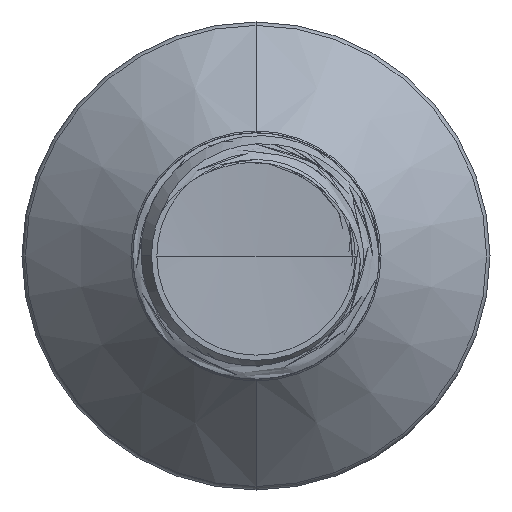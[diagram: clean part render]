
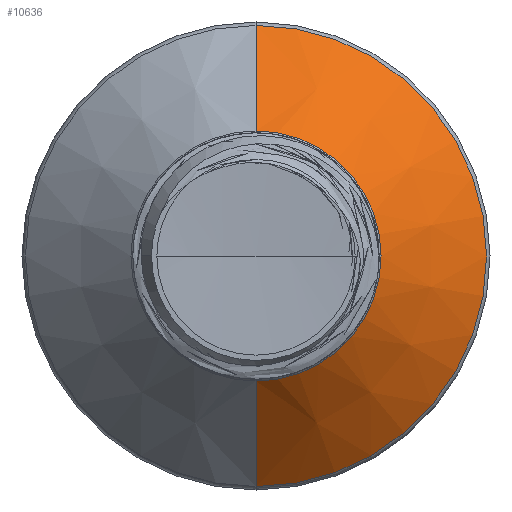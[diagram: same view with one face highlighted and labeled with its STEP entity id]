
A CAD part, front view. The second image highlights one B-rep face of the part: STEP entity #10636.
In plain terms, the highlighted conical face has half-angle 45 degrees and reference radius 1.016 mm.
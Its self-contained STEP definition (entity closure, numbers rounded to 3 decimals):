
#716 = CONICAL_SURFACE ( 'NONE', #13883, 1.016, 0.785 ) ;
#805 = DIRECTION ( 'NONE',  ( 0., 0., 1. ) ) ;
#1496 = VERTEX_POINT ( 'NONE', #2836 ) ;
#1859 = VERTEX_POINT ( 'NONE', #24453 ) ;
#1951 = FACE_OUTER_BOUND ( 'NONE', #15121, .T. ) ;
#2092 = EDGE_CURVE ( 'NONE', #22460, #1496, #11824, .T. ) ;
#2744 = CARTESIAN_POINT ( 'NONE',  ( 0., 4.489, 0. ) ) ;
#2836 = CARTESIAN_POINT ( 'NONE',  ( 0., 5.345, -1.872 ) ) ;
#2903 = DIRECTION ( 'NONE',  ( 0., 0.707, -0.707 ) ) ;
#4303 = CARTESIAN_POINT ( 'NONE',  ( 0., 5.345, 0. ) ) ;
#4316 = CARTESIAN_POINT ( 'NONE',  ( 0., 4.489, -1.016 ) ) ;
#4705 = DIRECTION ( 'NONE',  ( 0., 1., 0. ) ) ;
#6287 = DIRECTION ( 'NONE',  ( 0., 0., 1. ) ) ;
#6589 = VECTOR ( 'NONE', #2903, 1000. ) ;
#7575 = DIRECTION ( 'NONE',  ( 0., 0.707, 0.707 ) ) ;
#8987 = CIRCLE ( 'NONE', #16983, 1.016 ) ;
#9143 = EDGE_CURVE ( 'NONE', #14308, #22460, #8987, .T. ) ;
#9158 = CARTESIAN_POINT ( 'NONE',  ( 0., 4.489, -1.016 ) ) ;
#9489 = DIRECTION ( 'NONE',  ( 0., 1., 0. ) ) ;
#10490 = CIRCLE ( 'NONE', #23115, 1.872 ) ;
#10636 = ADVANCED_FACE ( 'NONE', ( #1951 ), #716, .T. ) ;
#11647 = ORIENTED_EDGE ( 'NONE', *, *, #9143, .T. ) ;
#11824 = LINE ( 'NONE', #4316, #6589 ) ;
#13412 = EDGE_CURVE ( 'NONE', #14308, #1859, #19937, .T. ) ;
#13883 = AXIS2_PLACEMENT_3D ( 'NONE', #2744, #4705, #805 ) ;
#14308 = VERTEX_POINT ( 'NONE', #21171 ) ;
#14330 = ORIENTED_EDGE ( 'NONE', *, *, #2092, .T. ) ;
#15121 = EDGE_LOOP ( 'NONE', ( #11647, #14330, #23659, #16157 ) ) ;
#16157 = ORIENTED_EDGE ( 'NONE', *, *, #13412, .F. ) ;
#16983 = AXIS2_PLACEMENT_3D ( 'NONE', #21132, #9489, #23017 ) ;
#18017 = DIRECTION ( 'NONE',  ( 0., 1., 0. ) ) ;
#19937 = LINE ( 'NONE', #21202, #24358 ) ;
#20383 = EDGE_CURVE ( 'NONE', #1859, #1496, #10490, .T. ) ;
#21132 = CARTESIAN_POINT ( 'NONE',  ( 0., 4.489, 0. ) ) ;
#21171 = CARTESIAN_POINT ( 'NONE',  ( 0., 4.489, 1.016 ) ) ;
#21202 = CARTESIAN_POINT ( 'NONE',  ( 0., 4.489, 1.016 ) ) ;
#22460 = VERTEX_POINT ( 'NONE', #9158 ) ;
#23017 = DIRECTION ( 'NONE',  ( 0., 0., 1. ) ) ;
#23115 = AXIS2_PLACEMENT_3D ( 'NONE', #4303, #18017, #6287 ) ;
#23659 = ORIENTED_EDGE ( 'NONE', *, *, #20383, .F. ) ;
#24358 = VECTOR ( 'NONE', #7575, 1000. ) ;
#24453 = CARTESIAN_POINT ( 'NONE',  ( 0., 5.345, 1.872 ) ) ;
